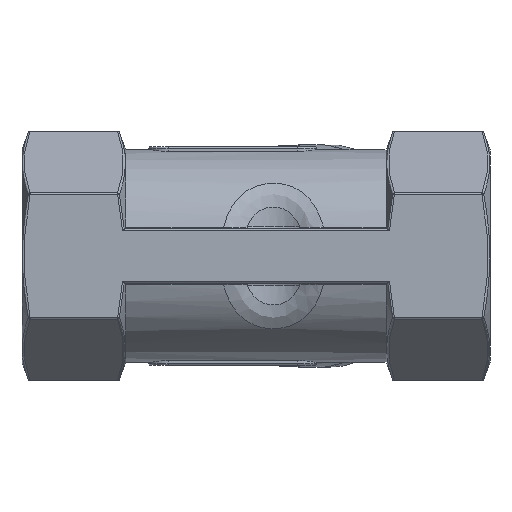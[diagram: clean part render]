
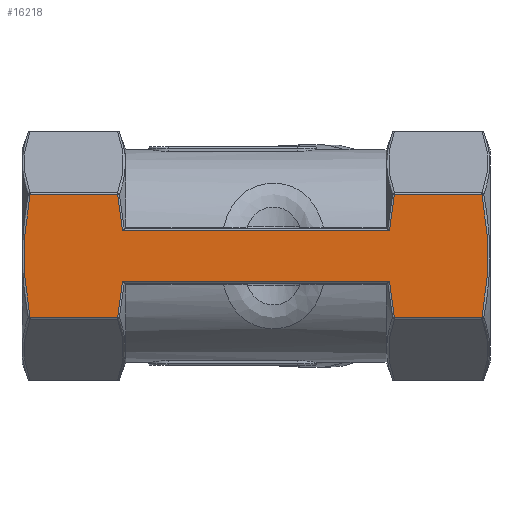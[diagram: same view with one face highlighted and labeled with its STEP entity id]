
A CAD part, front view. The second image highlights one B-rep face of the part: STEP entity #16218.
In plain terms, the highlighted planar face has unit normal (0, -1, 0).
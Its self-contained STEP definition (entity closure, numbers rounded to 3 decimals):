
#6402 = EDGE_LOOP ( 'NONE', ( #18506, #15636, #15629, #15638, #15632, #15628, #15637, #15635, #15634, #15630, #15627, #15631 ) ) ;
#10164 = CARTESIAN_POINT ( 'NONE',  ( 25.285, -28., -12.772 ) ) ;
#10173 = LINE ( 'NONE', #10175, #14275 ) ;
#10174 = CARTESIAN_POINT ( 'NONE',  ( 24.719, -28., -15.877 ) ) ;
#10175 = CARTESIAN_POINT ( 'NONE',  ( 0., -28., -6.5 ) ) ;
#10176 = DIRECTION ( 'NONE',  ( 1., 0., 0. ) ) ;
#10177 = CARTESIAN_POINT ( 'NONE',  ( 2.081, -28., 15.877 ) ) ;
#10178 = CARTESIAN_POINT ( 'NONE',  ( 1.603, -28., 13.253 ) ) ;
#10179 = CARTESIAN_POINT ( 'NONE',  ( 25.729, -28., -9.645 ) ) ;
#10180 = CARTESIAN_POINT ( 'NONE',  ( 25.992, -28., -6.5 ) ) ;
#10181 = LINE ( 'NONE', #10182, #14276 ) ;
#10182 = CARTESIAN_POINT ( 'NONE',  ( 0., -28., -15.877 ) ) ;
#10183 = DIRECTION ( 'NONE',  ( 1., 0., 0. ) ) ;
#10184 = CARTESIAN_POINT ( 'NONE',  ( 25.729, -28., 9.645 ) ) ;
#10185 = CARTESIAN_POINT ( 'NONE',  ( 25.992, -28., 6.5 ) ) ;
#10186 = CARTESIAN_POINT ( 'NONE',  ( 1.213, -28., 10.62 ) ) ;
#10187 = CARTESIAN_POINT ( 'NONE',  ( 0.676, -28., 5.329 ) ) ;
#10188 = CARTESIAN_POINT ( 'NONE',  ( 0.532, -28., 2.671 ) ) ;
#10189 = CARTESIAN_POINT ( 'NONE',  ( 0.532, -28., -2.672 ) ) ;
#10190 = CARTESIAN_POINT ( 'NONE',  ( 0.676, -28., -5.329 ) ) ;
#10191 = CARTESIAN_POINT ( 'NONE',  ( 1.213, -28., -10.62 ) ) ;
#10192 = CARTESIAN_POINT ( 'NONE',  ( 1.603, -28., -13.253 ) ) ;
#10193 = CARTESIAN_POINT ( 'NONE',  ( 2.081, -28., -15.877 ) ) ;
#10194 = LINE ( 'NONE', #10195, #14278 ) ;
#10195 = CARTESIAN_POINT ( 'NONE',  ( 0., -28., 15.877 ) ) ;
#10196 = DIRECTION ( 'NONE',  ( -1., 0., 0. ) ) ;
#10197 = CARTESIAN_POINT ( 'NONE',  ( 95.715, -28., 12.772 ) ) ;
#10198 = CARTESIAN_POINT ( 'NONE',  ( 96.281, -28., 15.877 ) ) ;
#10199 = CARTESIAN_POINT ( 'NONE',  ( 25.285, -28., 12.772 ) ) ;
#10200 = CARTESIAN_POINT ( 'NONE',  ( 24.719, -28., 15.877 ) ) ;
#10201 = LINE ( 'NONE', #10202, #14280 ) ;
#10202 = CARTESIAN_POINT ( 'NONE',  ( 0., -28., 6.5 ) ) ;
#10203 = DIRECTION ( 'NONE',  ( -1., 0., 0. ) ) ;
#10204 = CARTESIAN_POINT ( 'NONE',  ( 119.397, -28., -13.253 ) ) ;
#10205 = CARTESIAN_POINT ( 'NONE',  ( 118.919, -28., -15.877 ) ) ;
#10206 = CARTESIAN_POINT ( 'NONE',  ( 95.271, -28., 9.645 ) ) ;
#10207 = CARTESIAN_POINT ( 'NONE',  ( 95.008, -28., 6.5 ) ) ;
#10208 = LINE ( 'NONE', #10209, #14282 ) ;
#10209 = CARTESIAN_POINT ( 'NONE',  ( 0., -28., 15.877 ) ) ;
#10210 = DIRECTION ( 'NONE',  ( -1., 0., 0. ) ) ;
#10211 = CARTESIAN_POINT ( 'NONE',  ( 95.271, -28., -9.646 ) ) ;
#10212 = CARTESIAN_POINT ( 'NONE',  ( 95.008, -28., -6.5 ) ) ;
#10213 = CARTESIAN_POINT ( 'NONE',  ( 119.787, -28., -10.62 ) ) ;
#10214 = CARTESIAN_POINT ( 'NONE',  ( 120.324, -28., -5.329 ) ) ;
#10215 = CARTESIAN_POINT ( 'NONE',  ( 120.468, -28., -2.672 ) ) ;
#10216 = CARTESIAN_POINT ( 'NONE',  ( 120.468, -28., 2.671 ) ) ;
#10217 = CARTESIAN_POINT ( 'NONE',  ( 120.324, -28., 5.329 ) ) ;
#10218 = CARTESIAN_POINT ( 'NONE',  ( 119.787, -28., 10.62 ) ) ;
#10219 = CARTESIAN_POINT ( 'NONE',  ( 119.397, -28., 13.253 ) ) ;
#10220 = CARTESIAN_POINT ( 'NONE',  ( 118.919, -28., 15.877 ) ) ;
#10221 = LINE ( 'NONE', #10222, #14284 ) ;
#10222 = CARTESIAN_POINT ( 'NONE',  ( 0., -28., -15.877 ) ) ;
#10223 = DIRECTION ( 'NONE',  ( 1., 0., 0. ) ) ;
#10225 = CARTESIAN_POINT ( 'NONE',  ( 95.715, -28., -12.772 ) ) ;
#10226 = CARTESIAN_POINT ( 'NONE',  ( 96.281, -28., -15.877 ) ) ;
#12805 = VERTEX_POINT ( 'NONE', #18517 ) ;
#12816 = VERTEX_POINT ( 'NONE', #18535 ) ;
#12819 = VERTEX_POINT ( 'NONE', #18538 ) ;
#12823 = VERTEX_POINT ( 'NONE', #18542 ) ;
#12829 = VERTEX_POINT ( 'NONE', #18548 ) ;
#12839 = VERTEX_POINT ( 'NONE', #18558 ) ;
#12845 = VERTEX_POINT ( 'NONE', #18556 ) ;
#12846 = VERTEX_POINT ( 'NONE', #18564 ) ;
#12850 = VERTEX_POINT ( 'NONE', #18568 ) ;
#12855 = VERTEX_POINT ( 'NONE', #18573 ) ;
#12868 = VERTEX_POINT ( 'NONE', #18586 ) ;
#12874 = VERTEX_POINT ( 'NONE', #18592 ) ;
#14275 = VECTOR ( 'NONE', #10176, 1000. ) ;
#14276 = VECTOR ( 'NONE', #10183, 1000. ) ;
#14278 = VECTOR ( 'NONE', #10196, 1000. ) ;
#14280 = VECTOR ( 'NONE', #10203, 1000. ) ;
#14282 = VECTOR ( 'NONE', #10210, 1000. ) ;
#14284 = VECTOR ( 'NONE', #10223, 1000. ) ;
#15627 = ORIENTED_EDGE ( 'NONE', *, *, #22026, .T. ) ;
#15628 = ORIENTED_EDGE ( 'NONE', *, *, #22037, .T. ) ;
#15629 = ORIENTED_EDGE ( 'NONE', *, *, #22044, .T. ) ;
#15630 = ORIENTED_EDGE ( 'NONE', *, *, #22029, .T. ) ;
#15631 = ORIENTED_EDGE ( 'NONE', *, *, #22024, .T. ) ;
#15632 = ORIENTED_EDGE ( 'NONE', *, *, #22039, .T. ) ;
#15634 = ORIENTED_EDGE ( 'NONE', *, *, #22031, .T. ) ;
#15635 = ORIENTED_EDGE ( 'NONE', *, *, #22033, .T. ) ;
#15636 = ORIENTED_EDGE ( 'NONE', *, *, #22046, .T. ) ;
#15637 = ORIENTED_EDGE ( 'NONE', *, *, #22035, .T. ) ;
#15638 = ORIENTED_EDGE ( 'NONE', *, *, #22042, .T. ) ;
#16218 = ADVANCED_FACE ( 'NONE', ( #24130 ), #24111, .T. ) ;
#18506 = ORIENTED_EDGE ( 'NONE', *, *, #22047, .T. ) ;
#18517 = CARTESIAN_POINT ( 'NONE',  ( 2.081, -28., 15.877 ) ) ;
#18535 = CARTESIAN_POINT ( 'NONE',  ( 24.719, -28., -15.877 ) ) ;
#18538 = CARTESIAN_POINT ( 'NONE',  ( 118.919, -28., -15.877 ) ) ;
#18542 = CARTESIAN_POINT ( 'NONE',  ( 118.919, -28., 15.877 ) ) ;
#18548 = CARTESIAN_POINT ( 'NONE',  ( 2.081, -28., -15.877 ) ) ;
#18556 = CARTESIAN_POINT ( 'NONE',  ( 96.281, -28., 15.877 ) ) ;
#18558 = CARTESIAN_POINT ( 'NONE',  ( 24.719, -28., 15.877 ) ) ;
#18564 = CARTESIAN_POINT ( 'NONE',  ( 25.992, -28., 6.5 ) ) ;
#18568 = CARTESIAN_POINT ( 'NONE',  ( 96.281, -28., -15.877 ) ) ;
#18573 = CARTESIAN_POINT ( 'NONE',  ( 25.992, -28., -6.5 ) ) ;
#18586 = CARTESIAN_POINT ( 'NONE',  ( 95.008, -28., -6.5 ) ) ;
#18592 = CARTESIAN_POINT ( 'NONE',  ( 95.008, -28., 6.5 ) ) ;
#22024 = EDGE_CURVE ( 'NONE', #12855, #12868, #10173, .T. ) ;
#22026 = EDGE_CURVE ( 'NONE', #12816, #12855, #23246, .T. ) ;
#22029 = EDGE_CURVE ( 'NONE', #12829, #12816, #10181, .T. ) ;
#22031 = EDGE_CURVE ( 'NONE', #12805, #12829, #23247, .T. ) ;
#22033 = EDGE_CURVE ( 'NONE', #12839, #12805, #10194, .T. ) ;
#22035 = EDGE_CURVE ( 'NONE', #12846, #12839, #23248, .T. ) ;
#22037 = EDGE_CURVE ( 'NONE', #12874, #12846, #10201, .T. ) ;
#22039 = EDGE_CURVE ( 'NONE', #12845, #12874, #23249, .T. ) ;
#22042 = EDGE_CURVE ( 'NONE', #12823, #12845, #10208, .T. ) ;
#22044 = EDGE_CURVE ( 'NONE', #12819, #12823, #23250, .T. ) ;
#22046 = EDGE_CURVE ( 'NONE', #12850, #12819, #10221, .T. ) ;
#22047 = EDGE_CURVE ( 'NONE', #12868, #12850, #23251, .T. ) ;
#23246 = B_SPLINE_CURVE_WITH_KNOTS ( 'NONE', 3,
 ( #10174, #10164, #10179, #10180 ),
 .UNSPECIFIED., .F., .F.,
 ( 4, 4 ),
 ( 0., 0.009 ),
 .UNSPECIFIED. ) ;
#23247 = B_SPLINE_CURVE_WITH_KNOTS ( 'NONE', 3,
 ( #10177, #10178, #10186, #10187, #10188, #10189, #10190, #10191, #10192, #10193 ),
 .UNSPECIFIED., .F., .F.,
 ( 4, 2, 2, 2, 4 ),
 ( 0., 0.008, 0.016, 0.024, 0.032 ),
 .UNSPECIFIED. ) ;
#23248 = B_SPLINE_CURVE_WITH_KNOTS ( 'NONE', 3,
 ( #10185, #10184, #10199, #10200 ),
 .UNSPECIFIED., .F., .F.,
 ( 4, 4 ),
 ( 0., 0.009 ),
 .UNSPECIFIED. ) ;
#23249 = B_SPLINE_CURVE_WITH_KNOTS ( 'NONE', 3,
 ( #10198, #10197, #10206, #10207 ),
 .UNSPECIFIED., .F., .F.,
 ( 4, 4 ),
 ( 0., 0.009 ),
 .UNSPECIFIED. ) ;
#23250 = B_SPLINE_CURVE_WITH_KNOTS ( 'NONE', 3,
 ( #10205, #10204, #10213, #10214, #10215, #10216, #10217, #10218, #10219, #10220 ),
 .UNSPECIFIED., .F., .F.,
 ( 4, 2, 2, 2, 4 ),
 ( 0., 0.008, 0.016, 0.024, 0.032 ),
 .UNSPECIFIED. ) ;
#23251 = B_SPLINE_CURVE_WITH_KNOTS ( 'NONE', 3,
 ( #10212, #10211, #10225, #10226 ),
 .UNSPECIFIED., .F., .F.,
 ( 4, 4 ),
 ( 0., 0.009 ),
 .UNSPECIFIED. ) ;
#23897 = AXIS2_PLACEMENT_3D ( 'NONE', #24146, #24148, #24149 ) ;
#24111 = PLANE ( 'NONE',  #23897 ) ;
#24130 = FACE_OUTER_BOUND ( 'NONE', #6402, .T. ) ;
#24146 = CARTESIAN_POINT ( 'NONE',  ( 0., -28., -37.501 ) ) ;
#24148 = DIRECTION ( 'NONE',  ( 0., -1., 0. ) ) ;
#24149 = DIRECTION ( 'NONE',  ( 0., 0., -1. ) ) ;
